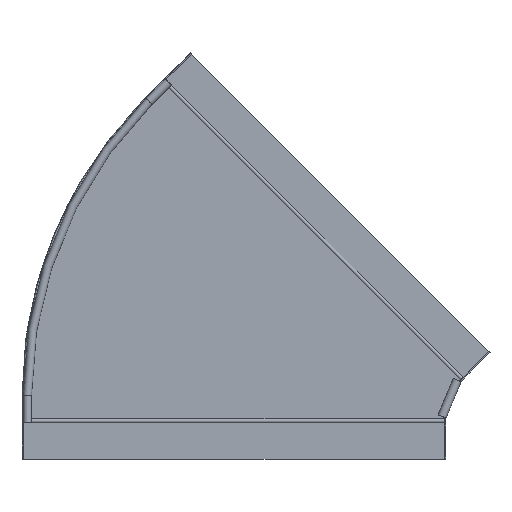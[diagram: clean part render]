
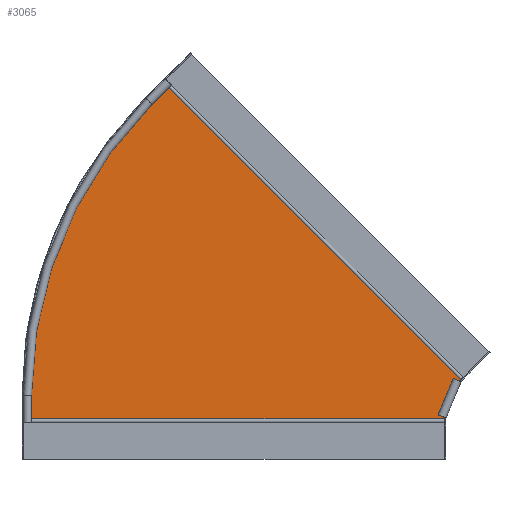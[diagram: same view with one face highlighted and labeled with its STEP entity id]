
A CAD part, top view. The second image highlights one B-rep face of the part: STEP entity #3065.
In plain terms, the highlighted planar face has unit normal (0, 0, 1).
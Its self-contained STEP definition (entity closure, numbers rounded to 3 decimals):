
#2560=CARTESIAN_POINT('',(22.956,112.734,0.001));
#2598=DIRECTION('',(0.383,0.924,0.));
#2599=VECTOR('',#2598,57.822);
#2600=CARTESIAN_POINT('',(0.,58.485,0.));
#2601=LINE('',#2600,#2599);
#2602=CARTESIAN_POINT('',(-1.501,90.4,0.));
#2603=DIRECTION('',(0.,0.,1.));
#2604=DIRECTION('',(-0.707,0.707,0.));
#2605=AXIS2_PLACEMENT_3D('',#2602,#2603,#2604);
#2607=DIRECTION('',(-0.707,-0.707,0.));
#2608=VECTOR('',#2607,33.086);
#2609=CARTESIAN_POINT('',(-400.248,535.937,
0.001));
#2610=LINE('',#2609,#2608);
#2611=DIRECTION('',(-0.707,0.707,0.));
#2612=VECTOR('',#2611,598.5);
#2613=CARTESIAN_POINT('',(22.956,112.734,0.001));
#2614=LINE('',#2613,#2612);
#2615=DIRECTION('',(0.707,0.707,0.001));
#2616=VECTOR('',#2615,1.171);
#2617=CARTESIAN_POINT('',(22.128,111.906,0.));
#2618=LINE('',#2617,#2616);
#2639=CARTESIAN_POINT('',(0.,57.314,0.001));
#2646=DIRECTION('',(0.,-1.,0.001));
#2647=VECTOR('',#2646,1.171);
#2648=CARTESIAN_POINT('',(0.,58.485,0.));
#2649=LINE('',#2648,#2647);
#2797=CARTESIAN_POINT('',(-400.248,535.937,
0.001));
#2827=DIRECTION('',(0.,1.,0.));
#2828=VECTOR('',#2827,33.086);
#2829=CARTESIAN_POINT('',(-598.5,57.314,0.001));
#2830=LINE('',#2829,#2828);
#2836=CARTESIAN_POINT('',(-598.5,57.314,0.001));
#2854=DIRECTION('',(-1.,0.,0.));
#2855=VECTOR('',#2854,598.5);
#2856=CARTESIAN_POINT('',(0.,57.314,0.001));
#2857=LINE('',#2856,#2855);
#2886=VERTEX_POINT('',#2560);
#2897=CARTESIAN_POINT('',(22.128,111.906,0.));
#2899=VERTEX_POINT('',#2897);
#2912=CARTESIAN_POINT('',(-423.643,512.542,0.));
#2914=VERTEX_POINT('',#2912);
#2930=VERTEX_POINT('',#2639);
#2936=VERTEX_POINT('',#2836);
#2938=CARTESIAN_POINT('',(0.,58.485,0.));
#2940=VERTEX_POINT('',#2938);
#2942=CARTESIAN_POINT('',(-598.5,90.4,0.));
#2944=VERTEX_POINT('',#2942);
#2946=VERTEX_POINT('',#2797);
#3044=CARTESIAN_POINT('',(-1.501,90.4,0.));
#3045=DIRECTION('',(0.,0.,-1.));
#3046=DIRECTION('',(-1.,0.,0.));
#3047=AXIS2_PLACEMENT_3D('',#3044,#3045,#3046);
#3048=PLANE('',#3047);
#3050=ORIENTED_EDGE('',*,*,#3049,.F.);
#3052=ORIENTED_EDGE('',*,*,#3051,.T.);
#3054=ORIENTED_EDGE('',*,*,#3053,.T.);
#3056=ORIENTED_EDGE('',*,*,#3055,.T.);
#3058=ORIENTED_EDGE('',*,*,#3057,.F.);
#3060=ORIENTED_EDGE('',*,*,#3059,.F.);
#3061=ORIENTED_EDGE('',*,*,#3036,.F.);
#3062=ORIENTED_EDGE('',*,*,#2976,.F.);
#3063=EDGE_LOOP('',(#3050,#3052,#3054,#3056,#3058,#3060,#3061,#3062));
#3064=FACE_OUTER_BOUND('',#3063,.F.);
#3065=ADVANCED_FACE('',(#3064),#3048,.F.);
#2606=CIRCLE('',#2605,596.999);
#2976=EDGE_CURVE('',#2899,#2886,#2618,.T.);
#3036=EDGE_CURVE('',#2886,#2946,#2614,.T.);
#3049=EDGE_CURVE('',#2940,#2899,#2601,.T.);
#3051=EDGE_CURVE('',#2940,#2930,#2649,.T.);
#3053=EDGE_CURVE('',#2930,#2936,#2857,.T.);
#3055=EDGE_CURVE('',#2936,#2944,#2830,.T.);
#3057=EDGE_CURVE('',#2914,#2944,#2606,.T.);
#3059=EDGE_CURVE('',#2946,#2914,#2610,.T.);
